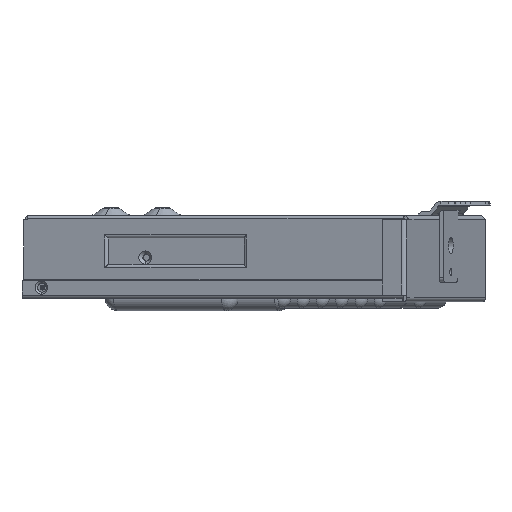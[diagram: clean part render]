
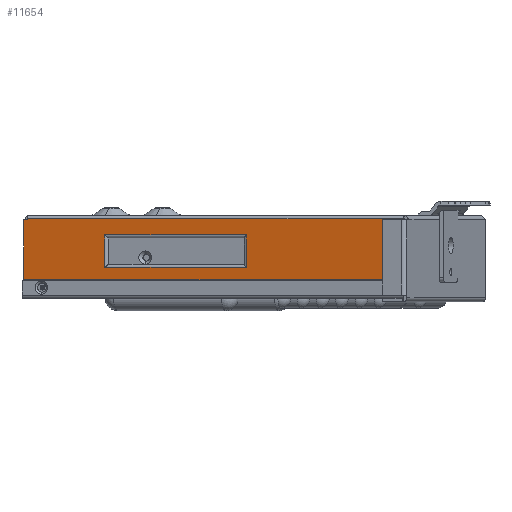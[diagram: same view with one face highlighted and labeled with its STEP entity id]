
A CAD part, front view. The second image highlights one B-rep face of the part: STEP entity #11654.
In plain terms, the highlighted face is planar.
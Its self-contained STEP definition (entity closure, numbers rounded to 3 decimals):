
#161 = LINE ( 'NONE', #9936, #60289 ) ;
#644 = VECTOR ( 'NONE', #13537, 1000. ) ;
#5005 = DIRECTION ( 'NONE',  ( 0., 0., 1. ) ) ;
#5549 = FACE_OUTER_BOUND ( 'NONE', #18936, .T. ) ;
#5791 = DIRECTION ( 'NONE',  ( 0., 0., 1. ) ) ;
#6521 = VERTEX_POINT ( 'NONE', #13195 ) ;
#6591 = VERTEX_POINT ( 'NONE', #27964 ) ;
#6810 = ORIENTED_EDGE ( 'NONE', *, *, #55372, .T. ) ;
#6870 = VECTOR ( 'NONE', #5791, 1000. ) ;
#7603 = ORIENTED_EDGE ( 'NONE', *, *, #31354, .T. ) ;
#8275 = DIRECTION ( 'NONE',  ( -1., 0., 0. ) ) ;
#8538 = VERTEX_POINT ( 'NONE', #13245 ) ;
#9299 = ORIENTED_EDGE ( 'NONE', *, *, #13382, .T. ) ;
#9936 = CARTESIAN_POINT ( 'NONE',  ( -56.5, -63.3, 1.8 ) ) ;
#10194 = DIRECTION ( 'NONE',  ( 0., 0., -1. ) ) ;
#10257 = CARTESIAN_POINT ( 'NONE',  ( -98.5, -63.3, 1.8 ) ) ;
#10617 = LINE ( 'NONE', #29825, #21866 ) ;
#10796 = CARTESIAN_POINT ( 'NONE',  ( 17., -63.3, 1.8 ) ) ;
#11654 = ADVANCED_FACE ( 'NONE', ( #5549, #44249 ), #54713, .F. ) ;
#11892 = CARTESIAN_POINT ( 'NONE',  ( -98.5, -63.3, -0.1 ) ) ;
#13195 = CARTESIAN_POINT ( 'NONE',  ( -98.5, -63.3, -29.7 ) ) ;
#13245 = CARTESIAN_POINT ( 'NONE',  ( 17., -63.3, -7.7 ) ) ;
#13382 = EDGE_CURVE ( 'NONE', #50666, #6591, #25276, .T. ) ;
#13537 = DIRECTION ( 'NONE',  ( 0., 0., -1. ) ) ;
#13656 = EDGE_CURVE ( 'NONE', #6591, #54521, #14942, .T. ) ;
#14449 = DIRECTION ( 'NONE',  ( 1., 0., 0. ) ) ;
#14942 = CIRCLE ( 'NONE', #34987, 0.5 ) ;
#16074 = ORIENTED_EDGE ( 'NONE', *, *, #21755, .T. ) ;
#16250 = CARTESIAN_POINT ( 'NONE',  ( -98.5, -63.3, -0.1 ) ) ;
#16744 = LINE ( 'NONE', #51440, #56943 ) ;
#16884 = EDGE_CURVE ( 'NONE', #54521, #62332, #16744, .T. ) ;
#17479 = LINE ( 'NONE', #55979, #58008 ) ;
#18936 = EDGE_LOOP ( 'NONE', ( #9299, #39194, #38952, #6810, #7603, #22637, #34394, #27626, #43364 ) ) ;
#19242 = CARTESIAN_POINT ( 'NONE',  ( 98.3, -63.3, -0.2 ) ) ;
#19623 = CARTESIAN_POINT ( 'NONE',  ( 98.4, -63.3, 0. ) ) ;
#19991 = DIRECTION ( 'NONE',  ( 0., 1., 0. ) ) ;
#21553 = VERTEX_POINT ( 'NONE', #46108 ) ;
#21755 = EDGE_CURVE ( 'NONE', #8538, #25352, #54646, .T. ) ;
#21849 = CARTESIAN_POINT ( 'NONE',  ( -96.6, -63.3, 0.3 ) ) ;
#21866 = VECTOR ( 'NONE', #5005, 1000. ) ;
#21989 = EDGE_CURVE ( 'NONE', #36492, #50666, #23875, .T. ) ;
#22637 = ORIENTED_EDGE ( 'NONE', *, *, #31969, .T. ) ;
#23262 = CARTESIAN_POINT ( 'NONE',  ( -56.5, -63.3, -7.7 ) ) ;
#23875 = LINE ( 'NONE', #43722, #34230 ) ;
#24231 = AXIS2_PLACEMENT_3D ( 'NONE', #10257, #19991, #35384 ) ;
#24416 = CARTESIAN_POINT ( 'NONE',  ( 17., -63.3, -23.7 ) ) ;
#25276 = LINE ( 'NONE', #54952, #6870 ) ;
#25352 = VERTEX_POINT ( 'NONE', #24416 ) ;
#26661 = EDGE_CURVE ( 'NONE', #21553, #43818, #161, .T. ) ;
#26771 = DIRECTION ( 'NONE',  ( 0., 0., -1. ) ) ;
#27092 = LINE ( 'NONE', #36522, #39009 ) ;
#27626 = ORIENTED_EDGE ( 'NONE', *, *, #33119, .T. ) ;
#27964 = CARTESIAN_POINT ( 'NONE',  ( 98.4, -63.3, 0.29 ) ) ;
#28958 = EDGE_LOOP ( 'NONE', ( #52246, #40376, #16074, #59199 ) ) ;
#29825 = CARTESIAN_POINT ( 'NONE',  ( 98.3, -63.3, -37.2 ) ) ;
#30720 = CARTESIAN_POINT ( 'NONE',  ( -96.6, -63.3, -0.1 ) ) ;
#31354 = EDGE_CURVE ( 'NONE', #61817, #48120, #49380, .T. ) ;
#31960 = DIRECTION ( 'NONE',  ( 1., 0., 0. ) ) ;
#31969 = EDGE_CURVE ( 'NONE', #48120, #6521, #56761, .T. ) ;
#33119 = EDGE_CURVE ( 'NONE', #58954, #36492, #10617, .T. ) ;
#33721 = VECTOR ( 'NONE', #54442, 1000. ) ;
#34230 = VECTOR ( 'NONE', #14449, 1000. ) ;
#34394 = ORIENTED_EDGE ( 'NONE', *, *, #54043, .T. ) ;
#34987 = AXIS2_PLACEMENT_3D ( 'NONE', #19242, #53632, #44720 ) ;
#35384 = DIRECTION ( 'NONE',  ( 1., 0., 0. ) ) ;
#36492 = VERTEX_POINT ( 'NONE', #57651 ) ;
#36522 = CARTESIAN_POINT ( 'NONE',  ( -96.6, -63.3, 1.8 ) ) ;
#38712 = CARTESIAN_POINT ( 'NONE',  ( 98.3, -63.3, 0.3 ) ) ;
#38952 = ORIENTED_EDGE ( 'NONE', *, *, #16884, .T. ) ;
#39009 = VECTOR ( 'NONE', #26771, 1000. ) ;
#39194 = ORIENTED_EDGE ( 'NONE', *, *, #13656, .T. ) ;
#39266 = VECTOR ( 'NONE', #10194, 1000. ) ;
#40376 = ORIENTED_EDGE ( 'NONE', *, *, #53091, .T. ) ;
#42648 = CARTESIAN_POINT ( 'NONE',  ( -98.5, -63.3, -23.7 ) ) ;
#43364 = ORIENTED_EDGE ( 'NONE', *, *, #21989, .T. ) ;
#43722 = CARTESIAN_POINT ( 'NONE',  ( -98.5, -63.3, 0. ) ) ;
#43818 = VERTEX_POINT ( 'NONE', #23262 ) ;
#44249 = FACE_BOUND ( 'NONE', #28958, .T. ) ;
#44720 = DIRECTION ( 'NONE',  ( 0., 0., 1. ) ) ;
#46108 = CARTESIAN_POINT ( 'NONE',  ( -56.5, -63.3, -23.7 ) ) ;
#46877 = EDGE_CURVE ( 'NONE', #25352, #21553, #48051, .T. ) ;
#48051 = LINE ( 'NONE', #42648, #51120 ) ;
#48120 = VERTEX_POINT ( 'NONE', #11892 ) ;
#48375 = DIRECTION ( 'NONE',  ( -1., 0., 0. ) ) ;
#49380 = LINE ( 'NONE', #16250, #33721 ) ;
#50666 = VERTEX_POINT ( 'NONE', #19623 ) ;
#51120 = VECTOR ( 'NONE', #48375, 1000. ) ;
#51317 = DIRECTION ( 'NONE',  ( 0., 0., 1. ) ) ;
#51440 = CARTESIAN_POINT ( 'NONE',  ( -96.6, -63.3, 0.3 ) ) ;
#52246 = ORIENTED_EDGE ( 'NONE', *, *, #26661, .T. ) ;
#52918 = VECTOR ( 'NONE', #53731, 1000. ) ;
#53091 = EDGE_CURVE ( 'NONE', #43818, #8538, #17479, .T. ) ;
#53632 = DIRECTION ( 'NONE',  ( 0., -1., 0. ) ) ;
#53731 = DIRECTION ( 'NONE',  ( 1., 0., 0. ) ) ;
#54043 = EDGE_CURVE ( 'NONE', #6521, #58954, #54361, .T. ) ;
#54361 = LINE ( 'NONE', #59404, #52918 ) ;
#54442 = DIRECTION ( 'NONE',  ( -1., 0., 0. ) ) ;
#54521 = VERTEX_POINT ( 'NONE', #38712 ) ;
#54561 = CARTESIAN_POINT ( 'NONE',  ( 98.3, -63.3, -29.7 ) ) ;
#54646 = LINE ( 'NONE', #10796, #39266 ) ;
#54713 = PLANE ( 'NONE',  #24231 ) ;
#54952 = CARTESIAN_POINT ( 'NONE',  ( 98.4, -63.3, 1.8 ) ) ;
#55372 = EDGE_CURVE ( 'NONE', #62332, #61817, #27092, .T. ) ;
#55979 = CARTESIAN_POINT ( 'NONE',  ( -98.5, -63.3, -7.7 ) ) ;
#56761 = LINE ( 'NONE', #60848, #644 ) ;
#56943 = VECTOR ( 'NONE', #8275, 1000. ) ;
#57651 = CARTESIAN_POINT ( 'NONE',  ( 98.3, -63.3, 0. ) ) ;
#58008 = VECTOR ( 'NONE', #31960, 1000. ) ;
#58954 = VERTEX_POINT ( 'NONE', #54561 ) ;
#59199 = ORIENTED_EDGE ( 'NONE', *, *, #46877, .T. ) ;
#59404 = CARTESIAN_POINT ( 'NONE',  ( 98.3, -63.3, -29.7 ) ) ;
#60289 = VECTOR ( 'NONE', #51317, 1000. ) ;
#60848 = CARTESIAN_POINT ( 'NONE',  ( -98.5, -63.3, 1.8 ) ) ;
#61817 = VERTEX_POINT ( 'NONE', #30720 ) ;
#62332 = VERTEX_POINT ( 'NONE', #21849 ) ;
